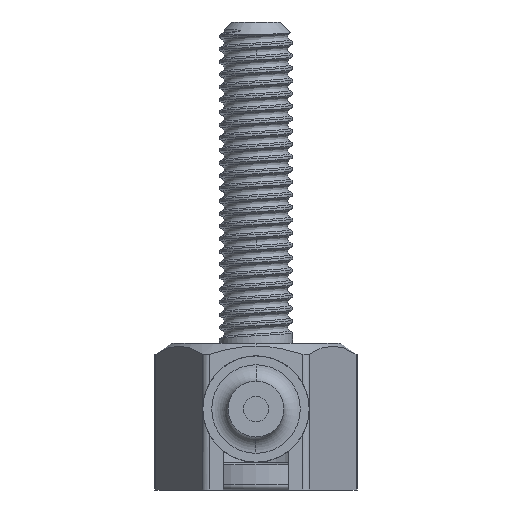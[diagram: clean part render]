
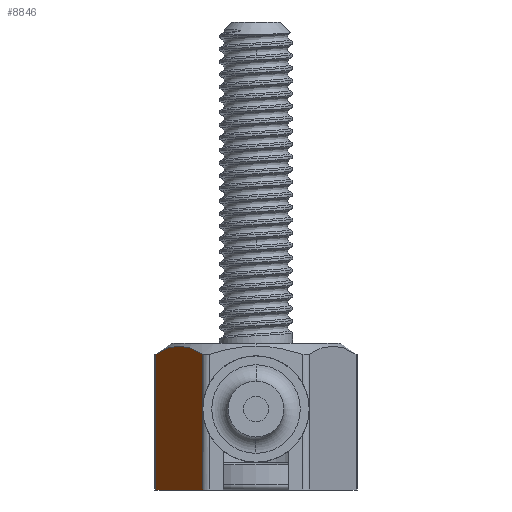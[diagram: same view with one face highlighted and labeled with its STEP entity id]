
A CAD part, front view. The second image highlights one B-rep face of the part: STEP entity #8846.
In plain terms, the highlighted planar face has unit normal (-0.866, -0.5, 0).
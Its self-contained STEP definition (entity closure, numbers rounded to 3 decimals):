
#3948=DIRECTION('',(0.5,-0.866,0.));
#3949=VECTOR('',#3948,3.695);
#3950=CARTESIAN_POINT('',(-3.955,-0.15,0.));
#3951=LINE('',#3950,#3949);
#4031=CARTESIAN_POINT('',(-2.107,-3.35,5.365));
#4045=CARTESIAN_POINT('',(-3.955,-0.15,5.365));
#4067=DIRECTION('',(0.,0.,-1.));
#4068=VECTOR('',#4067,5.365);
#4069=CARTESIAN_POINT('',(-3.955,-0.15,5.365));
#4070=LINE('',#4069,#4068);
#4071=CARTESIAN_POINT('',(-2.107,-3.35,5.365));
#4072=CARTESIAN_POINT('',(-2.189,-3.208,
5.418));
#4073=CARTESIAN_POINT('',(-2.35,-2.93,
5.512));
#4074=CARTESIAN_POINT('',(-2.579,-2.533,
5.611));
#4075=CARTESIAN_POINT('',(-2.806,-2.141,
5.672));
#4076=CARTESIAN_POINT('',(-3.031,-1.75,
5.692));
#4077=CARTESIAN_POINT('',(-3.257,-1.359,
5.671));
#4078=CARTESIAN_POINT('',(-3.484,-0.966,
5.611));
#4079=CARTESIAN_POINT('',(-3.712,-0.57,
5.512));
#4080=CARTESIAN_POINT('',(-3.873,-0.292,
5.418));
#4081=CARTESIAN_POINT('',(-3.955,-0.15,5.365));
#4092=DIRECTION('',(0.,0.,1.));
#4093=VECTOR('',#4092,5.365);
#4094=CARTESIAN_POINT('',(-2.107,-3.35,0.));
#4095=LINE('',#4094,#4093);
#4542=CARTESIAN_POINT('',(-3.955,-0.15,0.));
#4544=VERTEX_POINT('',#4542);
#4548=VERTEX_POINT('',#4045);
#4550=CARTESIAN_POINT('',(-2.107,-3.35,0.));
#4552=VERTEX_POINT('',#4550);
#4555=VERTEX_POINT('',#4031);
#8834=CARTESIAN_POINT('',(-4.041,0.,0.));
#8835=DIRECTION('',(-0.866,-0.5,0.));
#8836=DIRECTION('',(0.5,-0.866,0.));
#8837=AXIS2_PLACEMENT_3D('',#8834,#8835,#8836);
#8838=PLANE('',#8837);
#8839=ORIENTED_EDGE('',*,*,#8829,.F.);
#8840=ORIENTED_EDGE('',*,*,#8786,.F.);
#8842=ORIENTED_EDGE('',*,*,#8841,.F.);
#8843=ORIENTED_EDGE('',*,*,#8731,.F.);
#8844=EDGE_LOOP('',(#8839,#8840,#8842,#8843));
#8845=FACE_OUTER_BOUND('',#8844,.F.);
#4082=B_SPLINE_CURVE_WITH_KNOTS('',3,(#4071,#4072,#4073,#4074,#4075,#4076,#4077,
#4078,#4079,#4080,#4081),.UNSPECIFIED.,.F.,.F.,(4,1,1,1,1,1,1,1,4),(0.,
0.125,0.25,0.375,0.5,0.625,0.75,0.875,1.),.UNSPECIFIED.);
#8731=EDGE_CURVE('',#4544,#4552,#3951,.T.);
#8786=EDGE_CURVE('',#4555,#4548,#4082,.T.);
#8829=EDGE_CURVE('',#4548,#4544,#4070,.T.);
#8841=EDGE_CURVE('',#4552,#4555,#4095,.T.);
#8846=ADVANCED_FACE('',(#8845),#8838,.T.);
